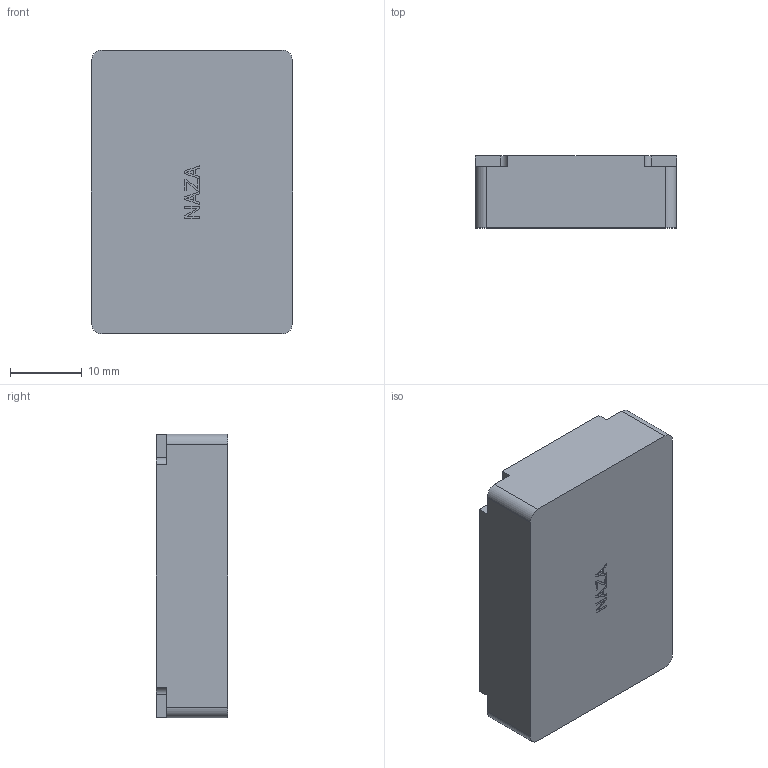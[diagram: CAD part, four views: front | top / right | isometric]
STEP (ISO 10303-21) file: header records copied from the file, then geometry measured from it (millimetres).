
FILE_DESCRIPTION((''),'2;1');
FILE_NAME('PMU','2013-12-18T',('GeO'),(''),'PRO/ENGINEER BY PARAMETRIC TECHNOLOGY CORPORATION, 2012130','PRO/ENGINEER BY PARAMETRIC TECHNOLOGY CORPORATION, 2012130','');
FILE_SCHEMA(('CONFIG_CONTROL_DESIGN'));
Length unit declared in the file: millimetre
Products named in the file (1): PMU
Bounding box: 28 x 10 x 39.5 mm (x, y, z)
Volume: 10929.8 mm3; surface area: 3535.8 mm2
Topology: 1 solids, 1 shells, 74 faces, 198 edges, 132 vertices
Faces by surface type: plane 66, cylinder 8
Entity records: 2316 total; most frequent: CARTESIAN_POINT 404, ORIENTED_EDGE 396, DIRECTION 362, EDGE_CURVE 198, VECTOR 182, LINE 182, VERTEX_POINT 132, AXIS2_PLACEMENT_3D 90
